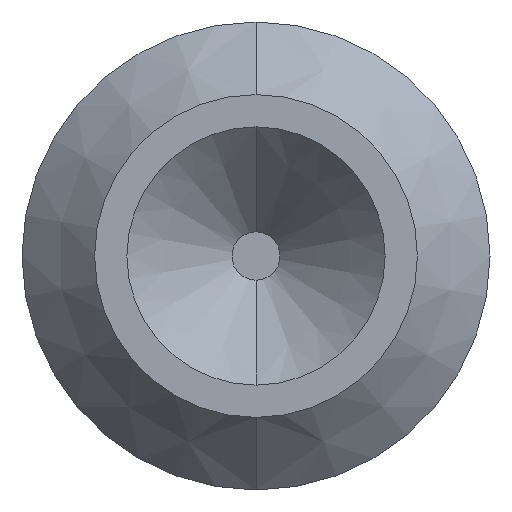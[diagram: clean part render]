
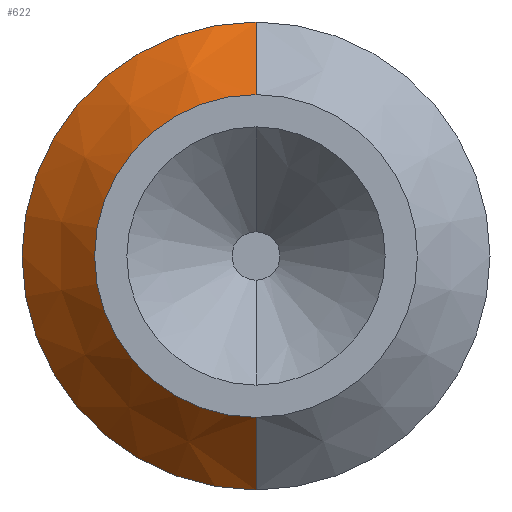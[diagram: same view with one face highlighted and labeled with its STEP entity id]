
A CAD part, front view. The second image highlights one B-rep face of the part: STEP entity #622.
In plain terms, the highlighted conical face has half-angle 45 degrees and reference radius 0.254 mm.
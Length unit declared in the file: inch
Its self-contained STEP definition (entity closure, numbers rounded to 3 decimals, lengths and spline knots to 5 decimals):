
#37 = DIRECTION ( 'NONE',  ( 0., 1., 0. ) ) ;
#54 = CARTESIAN_POINT ( 'NONE',  ( 0., 0.14506, 0. ) ) ;
#97 = DIRECTION ( 'NONE',  ( 0., 0., 1. ) ) ;
#153 = AXIS2_PLACEMENT_3D ( 'NONE', #54, #37, #97 ) ;
#183 = DIRECTION ( 'NONE',  ( 0., -1., 0. ) ) ;
#188 = CARTESIAN_POINT ( 'NONE',  ( 0., 0.14956, 0. ) ) ;
#235 = DIRECTION ( 'NONE',  ( 0., 0.707, -0.707 ) ) ;
#264 = CARTESIAN_POINT ( 'NONE',  ( 0., 0.14506, -0.01 ) ) ;
#272 = DIRECTION ( 'NONE',  ( 0., 0., -1. ) ) ;
#273 = DIRECTION ( 'NONE',  ( 0., -1., 0. ) ) ;
#274 = CARTESIAN_POINT ( 'NONE',  ( 0., 0.14506, 0. ) ) ;
#317 = DIRECTION ( 'NONE',  ( 0., 0., -1. ) ) ;
#434 = CARTESIAN_POINT ( 'NONE',  ( 0., 0.14506, 0.01 ) ) ;
#482 = DIRECTION ( 'NONE',  ( 0., 0.707, 0.707 ) ) ;
#512 = EDGE_CURVE ( 'NONE', #910, #912, #797, .T. ) ;
#551 = EDGE_CURVE ( 'NONE', #913, #914, #1087, .T. ) ;
#552 = EDGE_CURVE ( 'NONE', #912, #914, #1039, .T. ) ;
#568 = EDGE_CURVE ( 'NONE', #910, #913, #1084, .T. ) ;
#622 = ADVANCED_FACE ( 'NONE', ( #1065 ), #1055, .T. ) ;
#635 = CARTESIAN_POINT ( 'NONE',  ( 0., 0.14956, -0.0145 ) ) ;
#656 = CARTESIAN_POINT ( 'NONE',  ( 0., 0.14506, -0.01 ) ) ;
#689 = CARTESIAN_POINT ( 'NONE',  ( 0., 0.14956, 0.0145 ) ) ;
#704 = CARTESIAN_POINT ( 'NONE',  ( 0., 0.14506, 0.01 ) ) ;
#789 = VECTOR ( 'NONE', #482, 39.37008 ) ;
#797 = LINE ( 'NONE', #434, #789 ) ;
#804 = EDGE_LOOP ( 'NONE', ( #924, #923, #928, #938 ) ) ;
#910 = VERTEX_POINT ( 'NONE', #704 ) ;
#912 = VERTEX_POINT ( 'NONE', #689 ) ;
#913 = VERTEX_POINT ( 'NONE', #656 ) ;
#914 = VERTEX_POINT ( 'NONE', #635 ) ;
#923 = ORIENTED_EDGE ( 'NONE', *, *, #568, .F. ) ;
#924 = ORIENTED_EDGE ( 'NONE', *, *, #551, .F. ) ;
#928 = ORIENTED_EDGE ( 'NONE', *, *, #512, .T. ) ;
#938 = ORIENTED_EDGE ( 'NONE', *, *, #552, .T. ) ;
#1039 = CIRCLE ( 'NONE', #1193, 0.0145 ) ;
#1055 = CONICAL_SURFACE ( 'NONE', #153, 0.01, 0.785 ) ;
#1065 = FACE_OUTER_BOUND ( 'NONE', #804, .T. ) ;
#1077 = VECTOR ( 'NONE', #235, 39.37008 ) ;
#1084 = CIRCLE ( 'NONE', #1187, 0.01 ) ;
#1087 = LINE ( 'NONE', #264, #1077 ) ;
#1187 = AXIS2_PLACEMENT_3D ( 'NONE', #274, #273, #272 ) ;
#1193 = AXIS2_PLACEMENT_3D ( 'NONE', #188, #183, #317 ) ;
